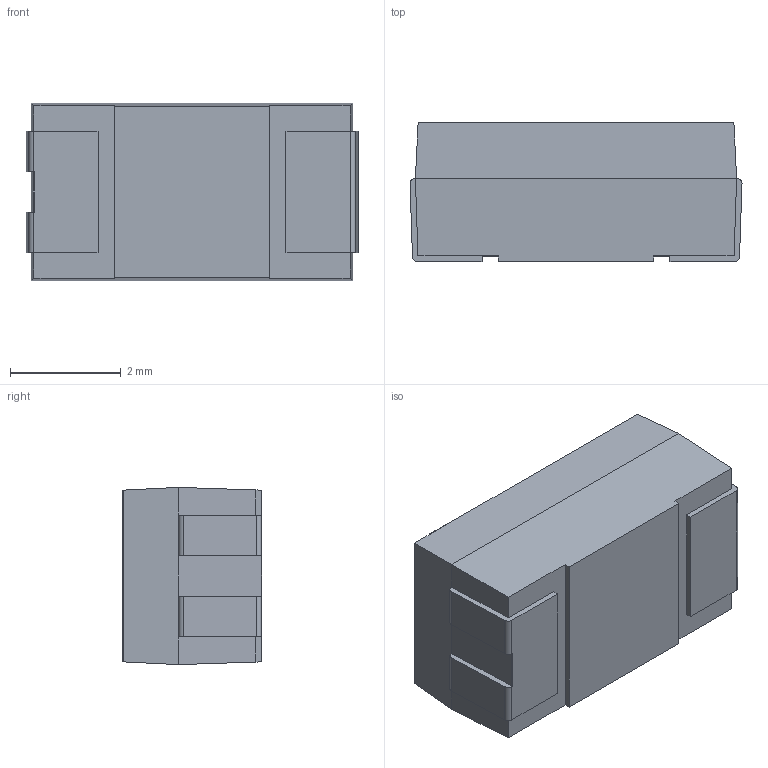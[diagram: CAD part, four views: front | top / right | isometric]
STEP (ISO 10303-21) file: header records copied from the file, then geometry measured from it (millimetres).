
FILE_DESCRIPTION (( 'STEP AP214' ), '1' );
FILE_NAME ('B6F721D4-9E9B-4E1D-ADC2-D2AFF82AF197.STEP', '2007-03-14T06:52:10', ( 'sysAdmin' ), ( 'SolidWorks' ), 'SwSTEP 2.0', 'SolidWorks 2007', '' );
FILE_SCHEMA (( 'AUTOMOTIVE_DESIGN' ));
Length unit declared in the file: millimetre
Products named in the file (1): B6F721D4-9E9B-4E1D-ADC2-D2AFF82AF197
Bounding box: 5.99 x 2.51 x 3.2 mm (x, y, z)
Volume: 45.4 mm3; surface area: 82.1 mm2
Topology: 1 solids, 1 shells, 48 faces, 122 edges, 76 vertices
Faces by surface type: plane 40, cylinder 8
Entity records: 1965 total; most frequent: CARTESIAN_POINT 247, ORIENTED_EDGE 244, DIRECTION 236, EDGE_CURVE 122, VECTOR 106, LINE 106, VERTEX_POINT 76, AXIS2_PLACEMENT_3D 65
